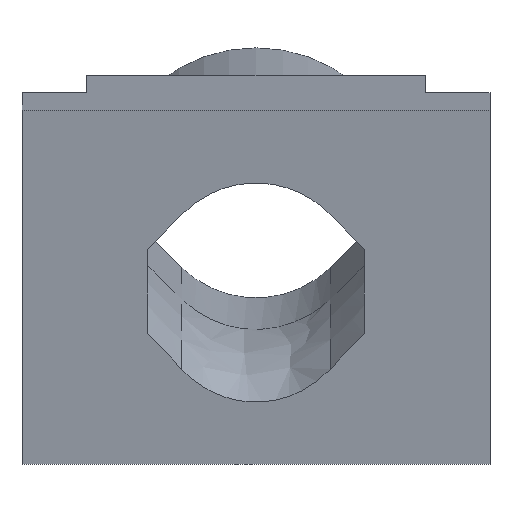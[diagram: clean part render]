
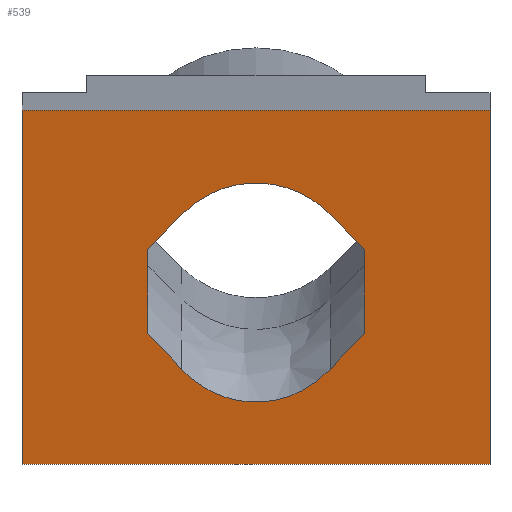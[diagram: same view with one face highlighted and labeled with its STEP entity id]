
A CAD part, top view. The second image highlights one B-rep face of the part: STEP entity #539.
In plain terms, the highlighted planar face has unit normal (0, -0.18, 0.984).
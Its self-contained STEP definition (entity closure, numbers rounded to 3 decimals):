
#25=FACE_BOUND('',#120,.T.);
#45=B_SPLINE_CURVE_WITH_KNOTS('',3,(#872,#873,#874,#875,#876,#877,#878),
 .UNSPECIFIED.,.F.,.F.,(4,3,4),(0.,0.077,0.154),
 .UNSPECIFIED.);
#47=B_SPLINE_CURVE_WITH_KNOTS('',3,(#910,#911,#912,#913,#914,#915,#916,
#917,#918,#919,#920,#921),.UNSPECIFIED.,.F.,.F.,(4,2,2,2,2,4),(0.,0.13,
0.252,0.369,0.444,0.521),
 .UNSPECIFIED.);
#49=B_SPLINE_CURVE_WITH_KNOTS('',3,(#943,#944,#945,#946,#947,#948,#949),
 .UNSPECIFIED.,.F.,.F.,(4,3,4),(0.,0.077,0.154),
 .UNSPECIFIED.);
#52=B_SPLINE_CURVE_WITH_KNOTS('',3,(#978,#979,#980,#981,#982,#983,#984),
 .UNSPECIFIED.,.F.,.F.,(4,3,4),(0.,0.076,0.152),
 .UNSPECIFIED.);
#54=B_SPLINE_CURVE_WITH_KNOTS('',3,(#1010,#1011,#1012,#1013,#1014,#1015,
#1016,#1017,#1018,#1019,#1020,#1021),.UNSPECIFIED.,.F.,.F.,(4,2,2,2,2,4),
(0.,0.128,0.252,0.374,0.445,
0.516),.UNSPECIFIED.);
#56=B_SPLINE_CURVE_WITH_KNOTS('',3,(#1042,#1043,#1044,#1045,#1046,#1047,
#1048),.UNSPECIFIED.,.F.,.F.,(4,3,4),(0.,0.076,0.152),
 .UNSPECIFIED.);
#87=FACE_OUTER_BOUND('',#119,.T.);
#119=EDGE_LOOP('',(#476,#477,#478,#479));
#120=EDGE_LOOP('',(#480,#481,#482,#483,#484,#485,#486,#487));
#152=LINE('',#825,#198);
#160=LINE('',#841,#206);
#162=LINE('',#846,#208);
#163=LINE('',#956,#209);
#164=LINE('',#1051,#210);
#166=LINE('',#1054,#212);
#198=VECTOR('',#676,10.);
#206=VECTOR('',#690,10.);
#208=VECTOR('',#694,10.);
#209=VECTOR('',#697,10.);
#210=VECTOR('',#700,10.);
#212=VECTOR('',#704,10.);
#244=VERTEX_POINT('',#822);
#245=VERTEX_POINT('',#824);
#250=VERTEX_POINT('',#840);
#251=VERTEX_POINT('',#844);
#252=VERTEX_POINT('',#845);
#253=VERTEX_POINT('',#871);
#254=VERTEX_POINT('',#909);
#255=VERTEX_POINT('',#942);
#256=VERTEX_POINT('',#955);
#257=VERTEX_POINT('',#977);
#258=VERTEX_POINT('',#1009);
#259=VERTEX_POINT('',#1050);
#307=EDGE_CURVE('',#245,#244,#152,.T.);
#315=EDGE_CURVE('',#250,#245,#160,.T.);
#317=EDGE_CURVE('',#251,#252,#162,.T.);
#320=EDGE_CURVE('',#252,#253,#45,.T.);
#322=EDGE_CURVE('',#253,#254,#47,.T.);
#324=EDGE_CURVE('',#254,#255,#49,.T.);
#326=EDGE_CURVE('',#255,#256,#163,.T.);
#328=EDGE_CURVE('',#256,#257,#52,.T.);
#330=EDGE_CURVE('',#257,#258,#54,.T.);
#332=EDGE_CURVE('',#258,#251,#56,.T.);
#333=EDGE_CURVE('',#250,#259,#164,.T.);
#335=EDGE_CURVE('',#259,#244,#166,.T.);
#476=ORIENTED_EDGE('',*,*,#333,.F.);
#477=ORIENTED_EDGE('',*,*,#315,.T.);
#478=ORIENTED_EDGE('',*,*,#307,.T.);
#479=ORIENTED_EDGE('',*,*,#335,.F.);
#480=ORIENTED_EDGE('',*,*,#326,.T.);
#481=ORIENTED_EDGE('',*,*,#328,.T.);
#482=ORIENTED_EDGE('',*,*,#330,.T.);
#483=ORIENTED_EDGE('',*,*,#332,.T.);
#484=ORIENTED_EDGE('',*,*,#317,.T.);
#485=ORIENTED_EDGE('',*,*,#320,.T.);
#486=ORIENTED_EDGE('',*,*,#322,.T.);
#487=ORIENTED_EDGE('',*,*,#324,.T.);
#508=PLANE('',#588);
#539=ADVANCED_FACE('',(#87,#25),#508,.F.);
#588=AXIS2_PLACEMENT_3D('',#1055,#705,#706);
#676=DIRECTION('',(1.,0.,0.));
#690=DIRECTION('',(0.,-0.984,-0.18));
#694=DIRECTION('',(0.,-0.984,-0.18));
#697=DIRECTION('',(0.,0.984,0.18));
#700=DIRECTION('',(1.,0.,0.));
#704=DIRECTION('',(0.,-0.984,-0.18));
#705=DIRECTION('center_axis',(0.,0.18,-0.984));
#706=DIRECTION('ref_axis',(-1.,0.,0.));
#822=CARTESIAN_POINT('',(7.25,-67.186,-6.074));
#824=CARTESIAN_POINT('',(-7.25,-67.186,-6.074));
#825=CARTESIAN_POINT('',(-7.35,-67.186,-6.074));
#840=CARTESIAN_POINT('',(-7.25,-56.219,-4.064));
#841=CARTESIAN_POINT('',(-7.25,-61.983,-5.12));
#844=CARTESIAN_POINT('',(3.35,-60.54,-4.856));
#845=CARTESIAN_POINT('',(3.35,-63.135,-5.331));
#846=CARTESIAN_POINT('',(3.35,-62.05,-5.132));
#871=CARTESIAN_POINT('',(2.298,-64.247,-5.535));
#872=CARTESIAN_POINT('Ctrl Pts',(3.35,-63.135,-5.331));
#873=CARTESIAN_POINT('Ctrl Pts',(3.175,-63.32,-5.365));
#874=CARTESIAN_POINT('Ctrl Pts',(2.999,-63.505,-5.399));
#875=CARTESIAN_POINT('Ctrl Pts',(2.824,-63.69,-5.433));
#876=CARTESIAN_POINT('Ctrl Pts',(2.649,-63.875,-5.467));
#877=CARTESIAN_POINT('Ctrl Pts',(2.473,-64.061,-5.501));
#878=CARTESIAN_POINT('Ctrl Pts',(2.298,-64.247,-5.535));
#909=CARTESIAN_POINT('',(-2.298,-64.247,-5.535));
#910=CARTESIAN_POINT('Ctrl Pts',(2.298,-64.247,-5.535));
#911=CARTESIAN_POINT('Ctrl Pts',(2.003,-64.561,-5.593));
#912=CARTESIAN_POINT('Ctrl Pts',(1.651,-64.816,-5.639));
#913=CARTESIAN_POINT('Ctrl Pts',(0.888,-65.159,-5.702));
#914=CARTESIAN_POINT('Ctrl Pts',(0.493,-65.251,-5.719));
#915=CARTESIAN_POINT('Ctrl Pts',(-0.301,-65.275,-5.723));
#916=CARTESIAN_POINT('Ctrl Pts',(-0.686,-65.211,-5.712));
#917=CARTESIAN_POINT('Ctrl Pts',(-1.287,-64.991,-5.671));
#918=CARTESIAN_POINT('Ctrl Pts',(-1.511,-64.876,-5.65));
#919=CARTESIAN_POINT('Ctrl Pts',(-1.931,-64.597,-5.599));
#920=CARTESIAN_POINT('Ctrl Pts',(-2.125,-64.432,-5.569));
#921=CARTESIAN_POINT('Ctrl Pts',(-2.298,-64.247,-5.535));
#942=CARTESIAN_POINT('',(-3.35,-63.135,-5.331));
#943=CARTESIAN_POINT('Ctrl Pts',(-2.298,-64.247,-5.535));
#944=CARTESIAN_POINT('Ctrl Pts',(-2.473,-64.061,-5.501));
#945=CARTESIAN_POINT('Ctrl Pts',(-2.648,-63.876,-5.467));
#946=CARTESIAN_POINT('Ctrl Pts',(-2.824,-63.69,-5.433));
#947=CARTESIAN_POINT('Ctrl Pts',(-2.999,-63.505,-5.399));
#948=CARTESIAN_POINT('Ctrl Pts',(-3.174,-63.32,-5.365));
#949=CARTESIAN_POINT('Ctrl Pts',(-3.35,-63.135,-5.331));
#955=CARTESIAN_POINT('',(-3.35,-60.54,-4.856));
#956=CARTESIAN_POINT('',(-3.35,-60.824,-4.908));
#977=CARTESIAN_POINT('',(-2.298,-59.456,-4.657));
#978=CARTESIAN_POINT('Ctrl Pts',(-3.35,-60.54,-4.856));
#979=CARTESIAN_POINT('Ctrl Pts',(-3.175,-60.359,-4.822));
#980=CARTESIAN_POINT('Ctrl Pts',(-2.999,-60.178,-4.789));
#981=CARTESIAN_POINT('Ctrl Pts',(-2.824,-59.997,-4.756));
#982=CARTESIAN_POINT('Ctrl Pts',(-2.649,-59.817,-4.723));
#983=CARTESIAN_POINT('Ctrl Pts',(-2.474,-59.637,-4.69));
#984=CARTESIAN_POINT('Ctrl Pts',(-2.298,-59.456,-4.657));
#1009=CARTESIAN_POINT('',(2.298,-59.456,-4.657));
#1010=CARTESIAN_POINT('Ctrl Pts',(-2.298,-59.456,-4.657));
#1011=CARTESIAN_POINT('Ctrl Pts',(-2.002,-59.153,-4.601));
#1012=CARTESIAN_POINT('Ctrl Pts',(-1.65,-58.909,-4.557));
#1013=CARTESIAN_POINT('Ctrl Pts',(-0.881,-58.578,
-4.496));
#1014=CARTESIAN_POINT('Ctrl Pts',(-0.476,-58.49,
-4.48));
#1015=CARTESIAN_POINT('Ctrl Pts',(0.344,-58.473,-4.477));
#1016=CARTESIAN_POINT('Ctrl Pts',(0.749,-58.544,-4.49));
#1017=CARTESIAN_POINT('Ctrl Pts',(1.349,-58.771,-4.531));
#1018=CARTESIAN_POINT('Ctrl Pts',(1.559,-58.878,-4.551));
#1019=CARTESIAN_POINT('Ctrl Pts',(1.952,-59.137,-4.598));
#1020=CARTESIAN_POINT('Ctrl Pts',(2.134,-59.288,-4.626));
#1021=CARTESIAN_POINT('Ctrl Pts',(2.298,-59.456,-4.657));
#1042=CARTESIAN_POINT('Ctrl Pts',(2.298,-59.456,-4.657));
#1043=CARTESIAN_POINT('Ctrl Pts',(2.473,-59.636,-4.69));
#1044=CARTESIAN_POINT('Ctrl Pts',(2.649,-59.817,-4.723));
#1045=CARTESIAN_POINT('Ctrl Pts',(2.824,-59.997,-4.756));
#1046=CARTESIAN_POINT('Ctrl Pts',(2.999,-60.178,-4.789));
#1047=CARTESIAN_POINT('Ctrl Pts',(3.175,-60.359,-4.822));
#1048=CARTESIAN_POINT('Ctrl Pts',(3.35,-60.54,-4.856));
#1050=CARTESIAN_POINT('',(7.25,-56.219,-4.064));
#1051=CARTESIAN_POINT('',(-7.35,-56.219,-4.064));
#1054=CARTESIAN_POINT('',(7.25,-61.983,-5.12));
#1055=CARTESIAN_POINT('Origin',(-3.67,-61.983,-5.12));
